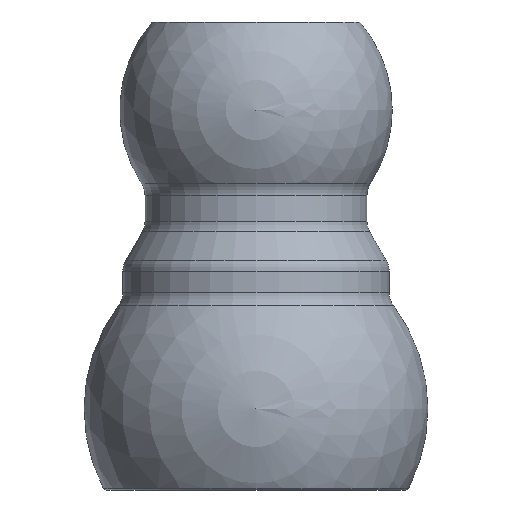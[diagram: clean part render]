
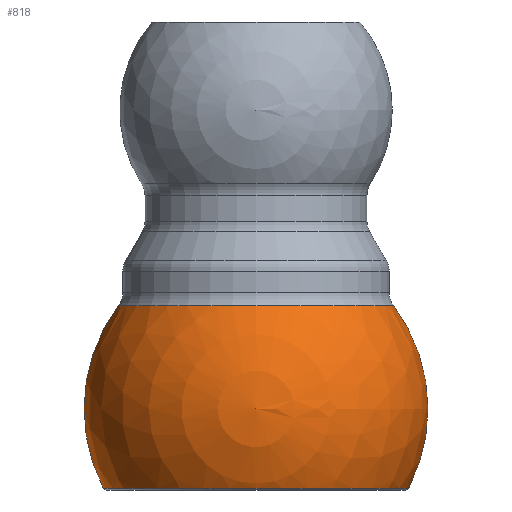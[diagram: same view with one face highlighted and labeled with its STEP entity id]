
A CAD part, front view. The second image highlights one B-rep face of the part: STEP entity #818.
In plain terms, the highlighted spherical face has radius 6.299 mm.
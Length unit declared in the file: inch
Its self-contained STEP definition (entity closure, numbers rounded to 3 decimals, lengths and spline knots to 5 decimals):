
#41 = ORIENTED_EDGE ( 'NONE', *, *, #306, .F. ) ;
#42 = CIRCLE ( 'NONE', #224, 0.19827 ) ;
#56 = AXIS2_PLACEMENT_3D ( 'NONE', #585, #518, #656 ) ;
#95 = CARTESIAN_POINT ( 'NONE',  ( 0.22009, 0., -0.54537 ) ) ;
#119 = FACE_OUTER_BOUND ( 'NONE', #301, .T. ) ;
#148 = DIRECTION ( 'NONE',  ( -1., 0., 0. ) ) ;
#197 = AXIS2_PLACEMENT_3D ( 'NONE', #840, #213, #226 ) ;
#213 = DIRECTION ( 'NONE',  ( 0., 1., 0. ) ) ;
#224 = AXIS2_PLACEMENT_3D ( 'NONE', #473, #844, #148 ) ;
#226 = DIRECTION ( 'NONE',  ( 0., 0., 1. ) ) ;
#242 = EDGE_CURVE ( 'NONE', #349, #640, #475, .T. ) ;
#282 = EDGE_CURVE ( 'NONE', #865, #640, #715, .T. ) ;
#300 = VERTEX_POINT ( 'NONE', #845 ) ;
#301 = EDGE_LOOP ( 'NONE', ( #564, #817, #365, #41 ) ) ;
#306 = EDGE_CURVE ( 'NONE', #300, #349, #308, .T. ) ;
#308 = CIRCLE ( 'NONE', #197, 0.248 ) ;
#316 = DIRECTION ( 'NONE',  ( -1., 0., 0. ) ) ;
#322 = SPHERICAL_SURFACE ( 'NONE', #56, 0.248 ) ;
#349 = VERTEX_POINT ( 'NONE', #95 ) ;
#361 = DIRECTION ( 'NONE',  ( 0., -1., 0. ) ) ;
#365 = ORIENTED_EDGE ( 'NONE', *, *, #242, .F. ) ;
#435 = CARTESIAN_POINT ( 'NONE',  ( -0.22009, 0., -0.54537 ) ) ;
#455 = CARTESIAN_POINT ( 'NONE',  ( 0., 0., -0.54537 ) ) ;
#473 = CARTESIAN_POINT ( 'NONE',  ( 0., 0., -0.28209 ) ) ;
#475 = CIRCLE ( 'NONE', #821, 0.22009 ) ;
#518 = DIRECTION ( 'NONE',  ( 0., -1., 0. ) ) ;
#564 = ORIENTED_EDGE ( 'NONE', *, *, #566, .T. ) ;
#566 = EDGE_CURVE ( 'NONE', #300, #865, #42, .T. ) ;
#585 = CARTESIAN_POINT ( 'NONE',  ( 0., 0., -0.43107 ) ) ;
#607 = CARTESIAN_POINT ( 'NONE',  ( -0.19827, 0., -0.28209 ) ) ;
#640 = VERTEX_POINT ( 'NONE', #435 ) ;
#656 = DIRECTION ( 'NONE',  ( 1., 0., 0. ) ) ;
#702 = CARTESIAN_POINT ( 'NONE',  ( 0., 0., -0.43107 ) ) ;
#707 = DIRECTION ( 'NONE',  ( 1., 0., 0. ) ) ;
#715 = CIRCLE ( 'NONE', #765, 0.248 ) ;
#765 = AXIS2_PLACEMENT_3D ( 'NONE', #702, #361, #707 ) ;
#809 = DIRECTION ( 'NONE',  ( 0., 0., -1. ) ) ;
#817 = ORIENTED_EDGE ( 'NONE', *, *, #282, .T. ) ;
#818 = ADVANCED_FACE ( 'NONE', ( #119 ), #322, .T. ) ;
#821 = AXIS2_PLACEMENT_3D ( 'NONE', #455, #809, #316 ) ;
#840 = CARTESIAN_POINT ( 'NONE',  ( 0., 0., -0.43107 ) ) ;
#844 = DIRECTION ( 'NONE',  ( 0., 0., -1. ) ) ;
#845 = CARTESIAN_POINT ( 'NONE',  ( 0.19827, 0., -0.28209 ) ) ;
#865 = VERTEX_POINT ( 'NONE', #607 ) ;
